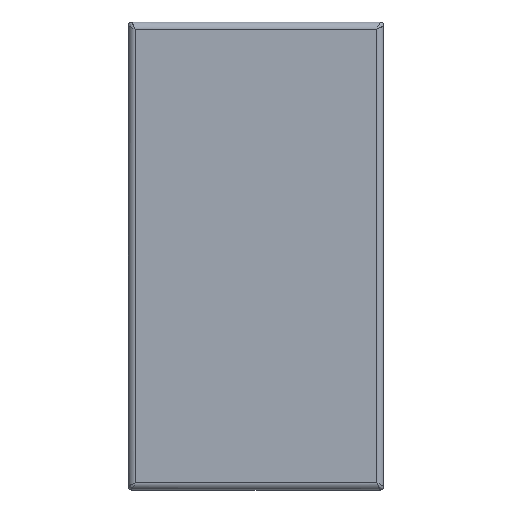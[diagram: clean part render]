
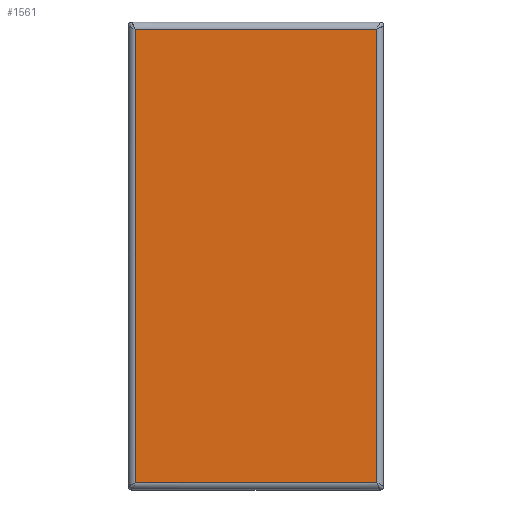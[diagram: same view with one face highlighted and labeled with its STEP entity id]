
A CAD part, left-side view. The second image highlights one B-rep face of the part: STEP entity #1561.
In plain terms, the highlighted planar face has unit normal (-1, 0, 0).
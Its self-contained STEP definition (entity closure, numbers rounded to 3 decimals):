
#4 = VECTOR ( 'NONE', #1229, 1000. ) ;
#15 = VERTEX_POINT ( 'NONE', #1787 ) ;
#88 = DIRECTION ( 'NONE',  ( 0., 1., 0. ) ) ;
#427 = ORIENTED_EDGE ( 'NONE', *, *, #2605, .T. ) ;
#457 = EDGE_CURVE ( 'NONE', #2046, #15, #2255, .T. ) ;
#520 = DIRECTION ( 'NONE',  ( 1., 0., 0. ) ) ;
#633 = DIRECTION ( 'NONE',  ( 0., 0., 1. ) ) ;
#686 = ORIENTED_EDGE ( 'NONE', *, *, #2373, .T. ) ;
#719 = DIRECTION ( 'NONE',  ( 0., 0., 1. ) ) ;
#727 = CARTESIAN_POINT ( 'NONE',  ( -2.25, 0., 0. ) ) ;
#760 = AXIS2_PLACEMENT_3D ( 'NONE', #727, #520, #719 ) ;
#809 = ORIENTED_EDGE ( 'NONE', *, *, #457, .T. ) ;
#864 = CARTESIAN_POINT ( 'NONE',  ( -2.25, 0.05, -1.55 ) ) ;
#871 = CARTESIAN_POINT ( 'NONE',  ( -2.25, 1.75, 1.55 ) ) ;
#936 = CARTESIAN_POINT ( 'NONE',  ( -2.25, 0.05, 1.55 ) ) ;
#1047 = CARTESIAN_POINT ( 'NONE',  ( -2.25, 0., -1.55 ) ) ;
#1215 = LINE ( 'NONE', #871, #2333 ) ;
#1217 = VECTOR ( 'NONE', #633, 1000. ) ;
#1229 = DIRECTION ( 'NONE',  ( 0., -1., 0. ) ) ;
#1232 = LINE ( 'NONE', #1047, #4 ) ;
#1283 = LINE ( 'NONE', #2458, #1217 ) ;
#1349 = CARTESIAN_POINT ( 'NONE',  ( -2.25, 1.7, 1.55 ) ) ;
#1561 = ADVANCED_FACE ( 'NONE', ( #1650 ), #2589, .F. ) ;
#1650 = FACE_OUTER_BOUND ( 'NONE', #1967, .T. ) ;
#1658 = DIRECTION ( 'NONE',  ( 0., 0., -1. ) ) ;
#1772 = ORIENTED_EDGE ( 'NONE', *, *, #1934, .T. ) ;
#1787 = CARTESIAN_POINT ( 'NONE',  ( -2.25, 1.7, -1.55 ) ) ;
#1905 = VERTEX_POINT ( 'NONE', #864 ) ;
#1934 = EDGE_CURVE ( 'NONE', #15, #1905, #1232, .T. ) ;
#1967 = EDGE_LOOP ( 'NONE', ( #427, #809, #1772, #686 ) ) ;
#2046 = VERTEX_POINT ( 'NONE', #1349 ) ;
#2118 = VERTEX_POINT ( 'NONE', #936 ) ;
#2255 = LINE ( 'NONE', #2422, #2364 ) ;
#2333 = VECTOR ( 'NONE', #88, 1000. ) ;
#2364 = VECTOR ( 'NONE', #1658, 1000. ) ;
#2373 = EDGE_CURVE ( 'NONE', #1905, #2118, #1283, .T. ) ;
#2422 = CARTESIAN_POINT ( 'NONE',  ( -2.25, 1.7, -1.6 ) ) ;
#2458 = CARTESIAN_POINT ( 'NONE',  ( -2.25, 0.05, 1.6 ) ) ;
#2589 = PLANE ( 'NONE',  #760 ) ;
#2605 = EDGE_CURVE ( 'NONE', #2118, #2046, #1215, .T. ) ;
